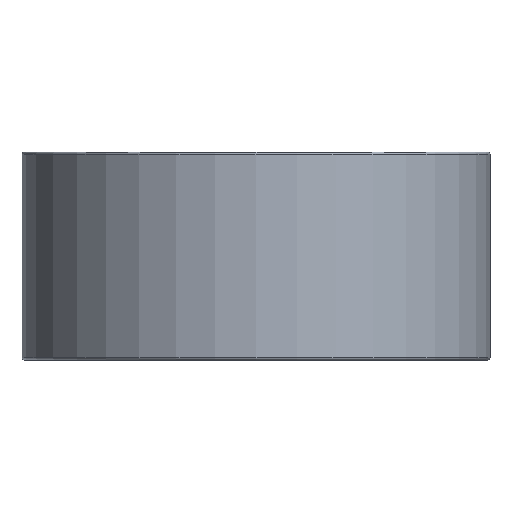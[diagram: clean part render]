
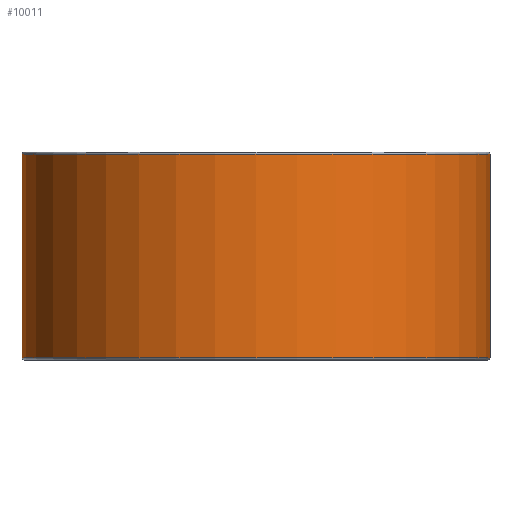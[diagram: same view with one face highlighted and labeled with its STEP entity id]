
A CAD part, front view. The second image highlights one B-rep face of the part: STEP entity #10011.
In plain terms, the highlighted cylindrical face has radius 28.575 mm (diameter 57.15 mm), a full revolution.
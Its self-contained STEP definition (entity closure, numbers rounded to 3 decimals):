
#344 = EDGE_LOOP ( 'NONE', ( #5396 ) ) ;
#775 = CARTESIAN_POINT ( 'NONE',  ( 47.545, 12.814, 7.714 ) ) ;
#2092 = DIRECTION ( 'NONE',  ( 0., 0., 1. ) ) ;
#2291 = DIRECTION ( 'NONE',  ( -1., 0., 0. ) ) ;
#2797 = DIRECTION ( 'NONE',  ( 0., 0., -1. ) ) ;
#2821 = FACE_OUTER_BOUND ( 'NONE', #3979, .T. ) ;
#3206 = CIRCLE ( 'NONE', #5986, 28.575 ) ;
#3660 = VERTEX_POINT ( 'NONE', #4592 ) ;
#3789 = CARTESIAN_POINT ( 'NONE',  ( 18.97, 12.814, 32.86 ) ) ;
#3914 = CYLINDRICAL_SURFACE ( 'NONE', #7297, 28.575 ) ;
#3979 = EDGE_LOOP ( 'NONE', ( #9938 ) ) ;
#4552 = DIRECTION ( 'NONE',  ( 0., 0., -1. ) ) ;
#4592 = CARTESIAN_POINT ( 'NONE',  ( 47.545, 12.814, 32.606 ) ) ;
#4873 = FACE_OUTER_BOUND ( 'NONE', #344, .T. ) ;
#5114 = EDGE_CURVE ( 'NONE', #3660, #3660, #3206, .T. ) ;
#5396 = ORIENTED_EDGE ( 'NONE', *, *, #7401, .T. ) ;
#5986 = AXIS2_PLACEMENT_3D ( 'NONE', #7410, #2797, #8175 ) ;
#6692 = CARTESIAN_POINT ( 'NONE',  ( 18.97, 12.814, 7.714 ) ) ;
#7297 = AXIS2_PLACEMENT_3D ( 'NONE', #3789, #4552, #2291 ) ;
#7401 = EDGE_CURVE ( 'NONE', #7532, #7532, #9039, .T. ) ;
#7410 = CARTESIAN_POINT ( 'NONE',  ( 18.97, 12.814, 32.606 ) ) ;
#7465 = DIRECTION ( 'NONE',  ( 1., 0., 0. ) ) ;
#7532 = VERTEX_POINT ( 'NONE', #775 ) ;
#8175 = DIRECTION ( 'NONE',  ( 1., 0., 0. ) ) ;
#9039 = CIRCLE ( 'NONE', #9207, 28.575 ) ;
#9207 = AXIS2_PLACEMENT_3D ( 'NONE', #6692, #2092, #7465 ) ;
#9938 = ORIENTED_EDGE ( 'NONE', *, *, #5114, .T. ) ;
#10011 = ADVANCED_FACE ( 'NONE', ( #4873, #2821 ), #3914, .T. ) ;
